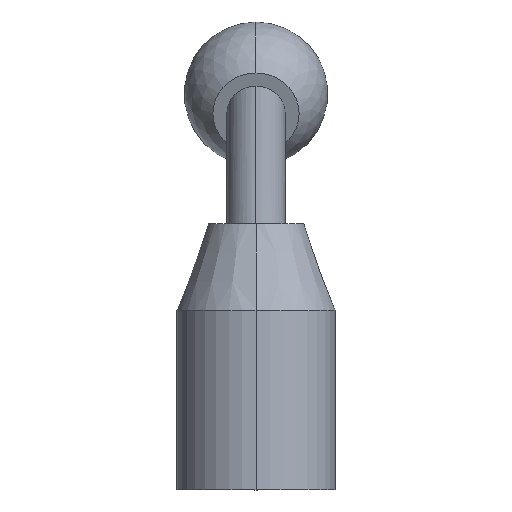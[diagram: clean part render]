
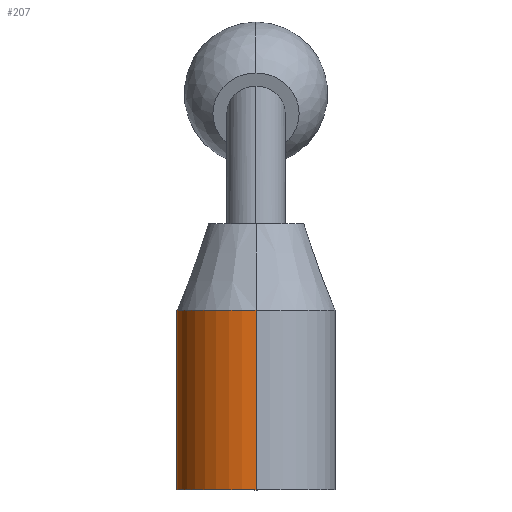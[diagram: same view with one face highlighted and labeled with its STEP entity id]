
A CAD part, left-side view. The second image highlights one B-rep face of the part: STEP entity #207.
In plain terms, the highlighted cylindrical face has radius 11 mm (diameter 22 mm), a partial arc.
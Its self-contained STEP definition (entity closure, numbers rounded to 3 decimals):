
#91=VERTEX_POINT('',#237);
#93=EDGE_CURVE('',#133,#127,#239,.T.);
#99=EDGE_CURVE('',#149,#133,#248,.T.);
#127=VERTEX_POINT('',#278);
#133=VERTEX_POINT('',#284);
#149=VERTEX_POINT('',#301);
#207=ADVANCED_FACE('',(#369),#370,.T.);
#211=EDGE_CURVE('',#149,#91,#374,.T.);
#217=EDGE_CURVE('',#127,#91,#380,.T.);
#237=CARTESIAN_POINT('',(11.0,0.,25.0));
#239=CIRCLE('',#394,11.0);
#248=LINE('',#404,#405);
#278=CARTESIAN_POINT('',(11.0,0.,0.));
#284=CARTESIAN_POINT('',(-11.0,0.,0.));
#301=CARTESIAN_POINT('',(-11.0,0.,25.0));
#369=FACE_OUTER_BOUND('',#625,.T.);
#370=CYLINDRICAL_SURFACE('',#626,11.0);
#374=CIRCLE('',#633,11.0);
#380=LINE('',#639,#640);
#394=AXIS2_PLACEMENT_3D('',#645,#646,#647);
#404=CARTESIAN_POINT('',(-11.0,0.,12.5));
#405=VECTOR('',#666,1.0);
#625=EDGE_LOOP('',(#809,#810,#811,#812));
#626=AXIS2_PLACEMENT_3D('',#813,#814,#815);
#633=AXIS2_PLACEMENT_3D('',#817,#818,#819);
#639=CARTESIAN_POINT('',(11.0,0.,12.5));
#640=VECTOR('',#821,1.0);
#645=CARTESIAN_POINT('',(0.0,0.,0.));
#646=DIRECTION('',(-0.0,0.0,-1.0));
#647=DIRECTION('',(-1.0,0.,0.0));
#666=DIRECTION('',(0.0,0.0,-1.0));
#809=ORIENTED_EDGE('',*,*,#99,.F.);
#810=ORIENTED_EDGE('',*,*,#211,.T.);
#811=ORIENTED_EDGE('',*,*,#217,.F.);
#812=ORIENTED_EDGE('',*,*,#93,.F.);
#813=CARTESIAN_POINT('',(0.0,0.,12.5));
#814=DIRECTION('',(0.0,-0.0,1.0));
#815=DIRECTION('',(-1.0,0.,0.0));
#817=CARTESIAN_POINT('',(0.0,0.,25.0));
#818=DIRECTION('',(-0.0,0.0,-1.0));
#819=DIRECTION('',(-1.0,0.,0.0));
#821=DIRECTION('',(-0.0,-0.0,1.0));
